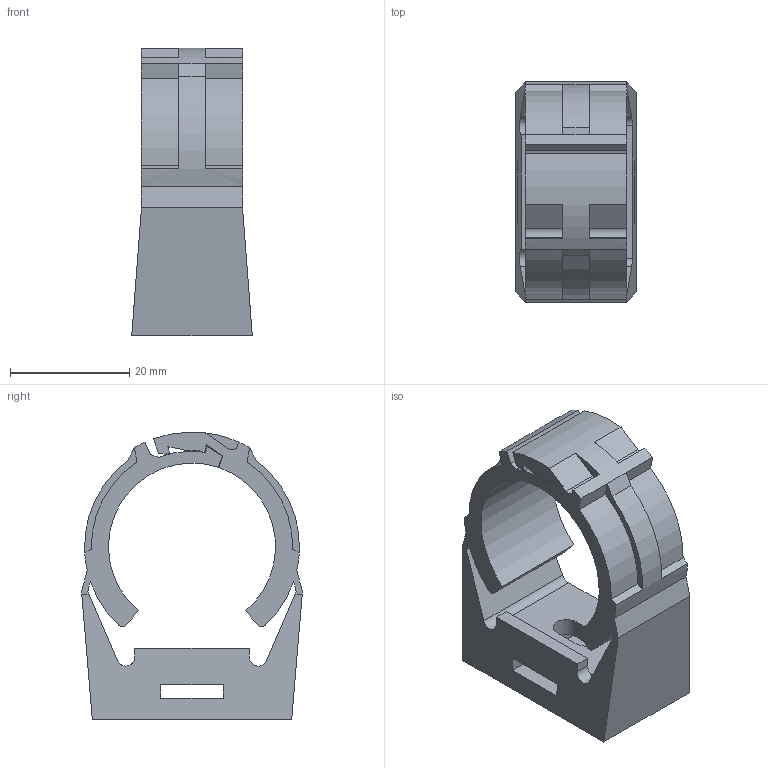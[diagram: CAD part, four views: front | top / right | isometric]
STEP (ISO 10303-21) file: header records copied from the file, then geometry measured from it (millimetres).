
FILE_DESCRIPTION(/* description */ ('Clamp for round brush ø 28mm'),/* implementation_level */ '2;1');
FILE_NAME(/* name */ '290_2013_Halteschelle_D28.stp',/* time_stamp */ '2018-02-21T14:46:11+01:00',/* author */ ('PascalZweiacker'),/* organization */ (''),/* preprocessor_version */ 'ST-DEVELOPER v17',/* originating_system */ 'Autodesk Inventor 2018',/* authorisation */ '');
FILE_SCHEMA (('AUTOMOTIVE_DESIGN { 1 0 10303 214 3 1 1 }'));
Length unit declared in the file: millimetre
Products named in the file (1): 290.2013
Bounding box: 20.2 x 37 x 48.19 mm (x, y, z)
Volume: 11790.1 mm3; surface area: 8020.2 mm2
Topology: 1 solids, 1 shells, 89 faces, 254 edges, 168 vertices
Faces by surface type: plane 61, cylinder 28
Full cylindrical faces by diameter (mm): 14 x1
Entity records: 2953 total; most frequent: CARTESIAN_POINT 512, ORIENTED_EDGE 508, DIRECTION 500, EDGE_CURVE 254, LINE 188, VECTOR 188, VERTEX_POINT 168, AXIS2_PLACEMENT_3D 156
